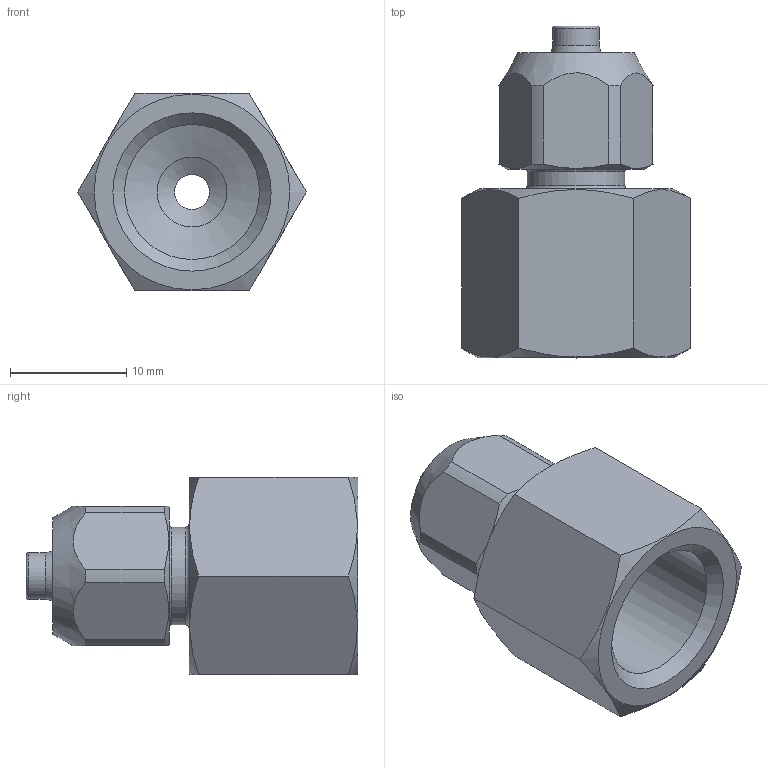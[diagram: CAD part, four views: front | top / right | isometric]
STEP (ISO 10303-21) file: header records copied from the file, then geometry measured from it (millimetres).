
FILE_DESCRIPTION( ( 'STEP AP214' ), '1' );
FILE_NAME( 'X2030032.stp', '2021-04-20T05:12:36', ( 'License CC BY-ND 4.0' ), ( 'CADENAS' ), ' ', 'PARTsolutions', ' ' );
FILE_SCHEMA( ( 'AUTOMOTIVE_DESIGN { 1 0 10303 214 1 1 1 1 }' ) );
Length unit declared in the file: millimetre
Products named in the file (1): Rivoluzione1
Bounding box: 19.63 x 28.5 x 17 mm (x, y, z)
Volume: 3260.4 mm3; surface area: 2503.7 mm2
Topology: 1 solids, 1 shells, 40 faces, 100 edges, 65 vertices
Faces by surface type: plane 17, cylinder 11, cone 10, torus 2
Full cylindrical faces by diameter (mm): 3 x1, 4 x1, 6 x1, 8.4 x1, 11.6 x1
Entity records: 1554 total; most frequent: CARTESIAN_POINT 363, DIRECTION 164, ORIENTED_EDGE 164, EDGE_CURVE 82, AXIS2_PLACEMENT_3D 73, VERTEX_POINT 64, EDGE_LOOP 62, FACE_OUTER_BOUND 47
